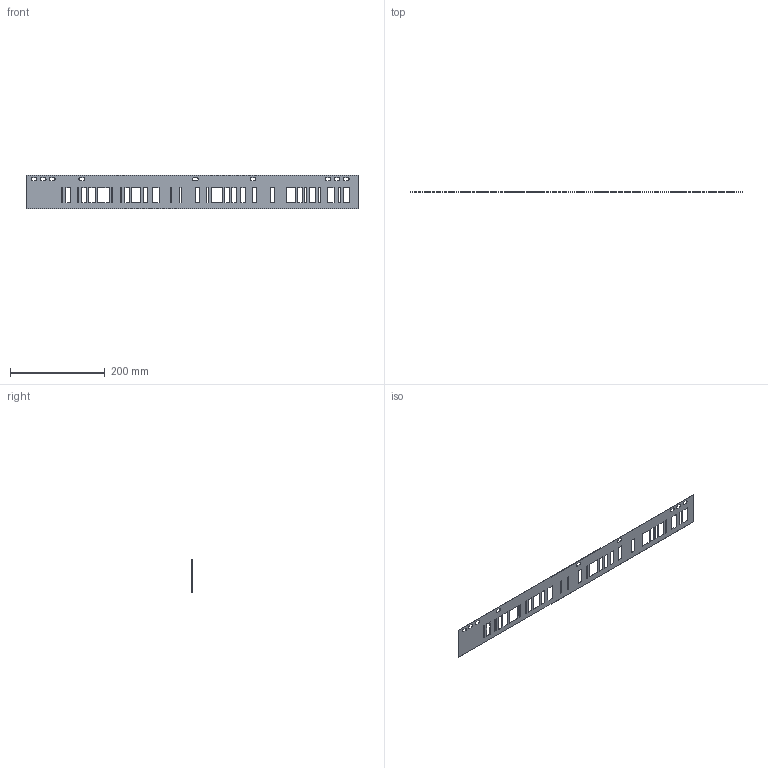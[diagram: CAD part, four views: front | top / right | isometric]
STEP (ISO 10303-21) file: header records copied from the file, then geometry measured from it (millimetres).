
FILE_DESCRIPTION((''),'2;1');
FILE_NAME('CAD-8754A','2024-02-01T08:57:23',('creinig-se'),(''),'CREO PARAMETRIC BY PTC INC, 2022284','CREO PARAMETRIC BY PTC INC, 2022284','');
FILE_SCHEMA(('CONFIG_CONTROL_DESIGN','SHAPE_APPEARANCE_LAYERS_GROUPS'));
Length unit declared in the file: millimetre
Products named in the file (1): CAD-8754A
Bounding box: 701.4 x 0.5 x 70 mm (x, y, z)
Volume: 19415.4 mm3; surface area: 79831.9 mm2
Topology: 1 solids, 1 shells, 162 faces, 516 edges, 356 vertices
Faces by surface type: plane 144, cylinder 18
Entity records: 7484 total; most frequent: CARTESIAN_POINT 1034, ORIENTED_EDGE 1032, DIRECTION 912, PRESENTATION_STYLE_ASSIGNMENT 517, STYLED_ITEM 517, CURVE_STYLE 516, EDGE_CURVE 516, VECTOR 444
